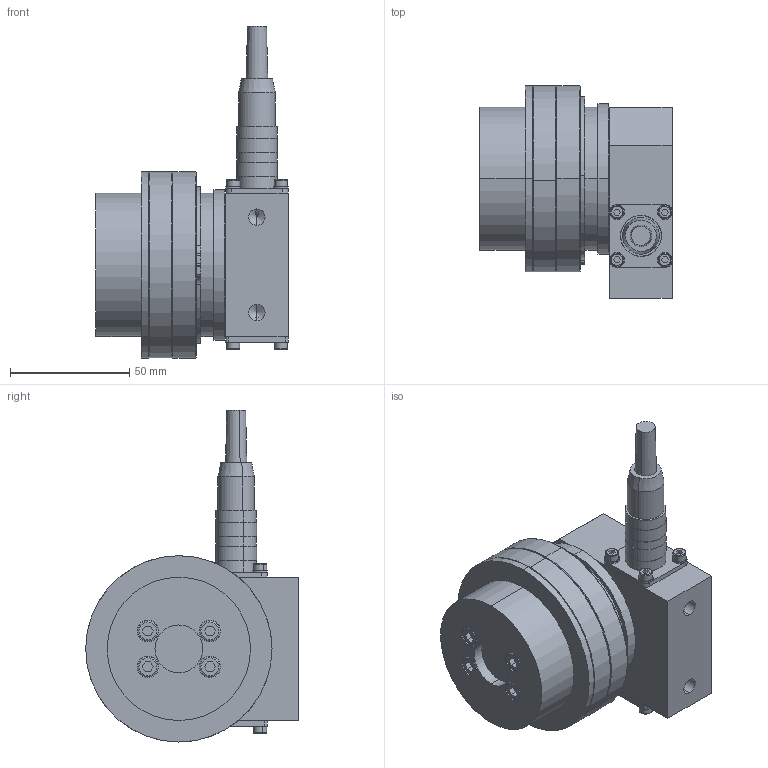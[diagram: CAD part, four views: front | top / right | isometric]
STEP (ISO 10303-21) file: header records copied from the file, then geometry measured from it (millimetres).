
FILE_DESCRIPTION (( 'STEP AP203' ), '1' );
FILE_NAME ('31106252_stp_-.step', '2024-01-30T14:19:36', ( '' ), ( '' ), 'SwSTEP 2.0', 'SolidWorks 2023', '' );
FILE_SCHEMA (( 'CONFIG_CONTROL_DESIGN' ));
Length unit declared in the file: millimetre
Products named in the file (13): 111025-4_01; 51048_stp_01; Si-Ring DIN471_D60x2; 000419.3_01; RKL_61812_01; Kabeldose_M14x1_Mini_5pol; Zyl-Schr DIN912_M5x8; 111025-5_01; Flanschstecker_M14x1_Mini_5pol; Federringe_DIN127A_M03; 31106252_stp_-; 111025-3_01; Zyl-Schr DIN912_M3x6
Assembly tree (31 placements, depth 2):
  31106252_stp_-
    51048_stp_01
    111025-3_01
    111025-4_01
    000419.3_01
    Si-Ring DIN471_D60x2  x2
    111025-5_01
    Flanschstecker_M14x1_Mini_5pol
    Federringe_DIN127A_M03  x4
    Zyl-Schr DIN912_M3x6  x8
    Zyl-Schr DIN912_M5x8  x8
    Kabeldose_M14x1_Mini_5pol
    RKL_61812_01  x2
Bounding box: 80.6 x 89 x 139 mm (x, y, z)
Volume: 261866.8 mm3; surface area: 117948 mm2
Topology: 43 solids, 43 shells, 783 faces, 1816 edges, 1150 vertices
Faces by surface type: cylinder 346, plane 269, cone 86, torus 66, sphere 16
Entity records: 15423 total; most frequent: CARTESIAN_POINT 3091, DIRECTION 2434, ORIENTED_EDGE 1952, AXIS2_PLACEMENT_3D 1015, EDGE_CURVE 976, VERTEX_POINT 638, EDGE_LOOP 566, CIRCLE 544
